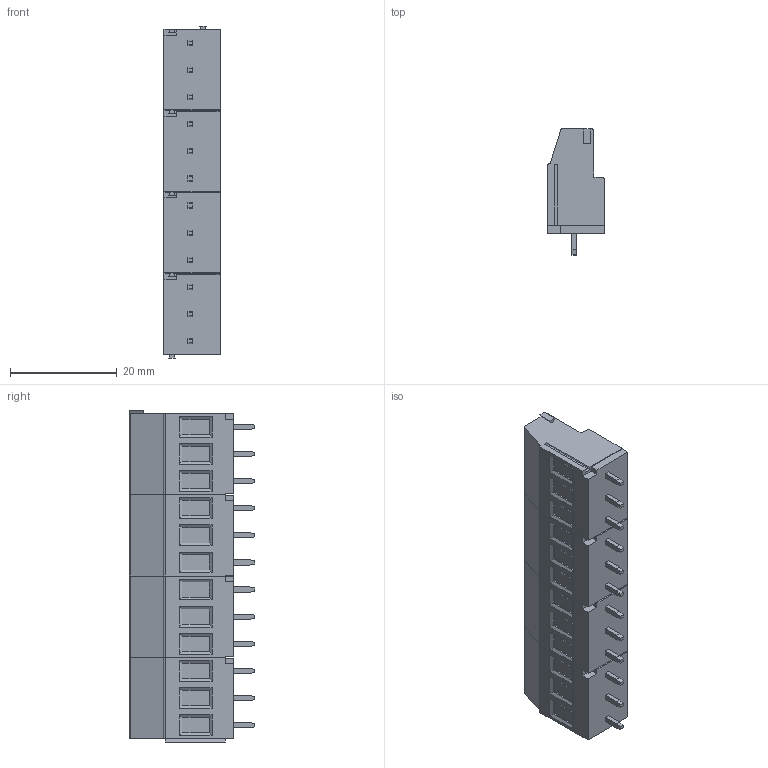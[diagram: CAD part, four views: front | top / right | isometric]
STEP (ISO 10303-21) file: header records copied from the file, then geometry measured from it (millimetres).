
FILE_DESCRIPTION (( 'STEP AP214' ), '1' );
FILE_NAME ('CUI_DEVICES_TB009-508-12BE.step', '2021-01-15T01:39:53', ( '' ), ( '' ), 'SwSTEP 2.0', 'SolidWorks 2020', '' );
FILE_SCHEMA (( 'AUTOMOTIVE_DESIGN' ));
Length unit declared in the file: millimetre
Products named in the file (2): CUI_DEVICES_TB009-508-12BE; TB009-508-03P_Blue - S
Assembly tree (4 placements, depth 2):
  CUI_DEVICES_TB009-508-12BE
    TB009-508-03P_Blue - S  x4
Bounding box: 10.5 x 23.5 x 62.16 mm (x, y, z)
Volume: 10498.2 mm3; surface area: 6341.3 mm2
Topology: 24 solids, 24 shells, 656 faces, 1564 edges, 1004 vertices
Faces by surface type: plane 448, cylinder 80, torus 60, cone 48, bspline 20
Entity records: 6746 total; most frequent: CARTESIAN_POINT 1950, DIRECTION 785, ORIENTED_EDGE 782, EDGE_CURVE 391, AXIS2_PLACEMENT_3D 262, VECTOR 261, LINE 261, VERTEX_POINT 251
